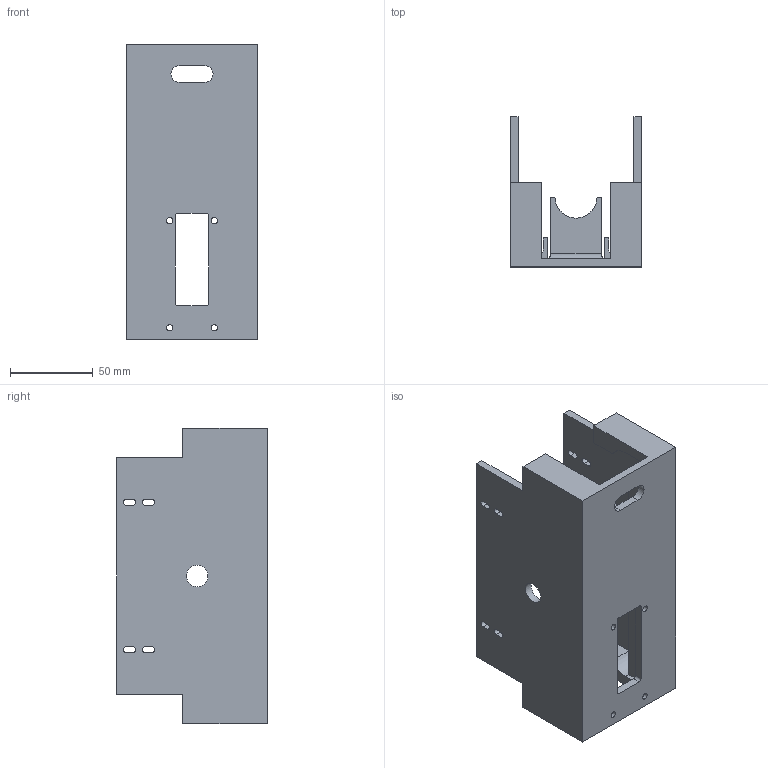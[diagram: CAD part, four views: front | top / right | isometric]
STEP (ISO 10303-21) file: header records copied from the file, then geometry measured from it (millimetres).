
FILE_DESCRIPTION(/* description */ (''),/* implementation_level */ '2;1');
FILE_NAME(/* name */ 'v5.0_Chassis v1.step',/* time_stamp */ '2019-06-10T09:22:25-07:00',/* author */ (''),/* organization */ (''),/* preprocessor_version */ 'ST-DEVELOPER v18',/* originating_system */ 'Autodesk Translation Framework v8.2.0.1029',/* authorisation */ '');
FILE_SCHEMA (('AUTOMOTIVE_DESIGN { 1 0 10303 214 3 1 1 }'));
Length unit declared in the file: millimetre
Products named in the file (1): v5.0_Chassis
Bounding box: 79.38 x 90.5 x 177.8 mm (x, y, z)
Volume: 249333.8 mm3; surface area: 103630.6 mm2
Topology: 1 solids, 1 shells, 129 faces, 358 edges, 236 vertices
Faces by surface type: plane 82, cylinder 47
Full cylindrical faces by diameter (mm): 3.81 x4, 4.75 x4, 12.954 x2
Entity records: 4227 total; most frequent: CARTESIAN_POINT 724, ORIENTED_EDGE 716, DIRECTION 716, EDGE_CURVE 358, LINE 260, VECTOR 260, VERTEX_POINT 236, AXIS2_PLACEMENT_3D 228
